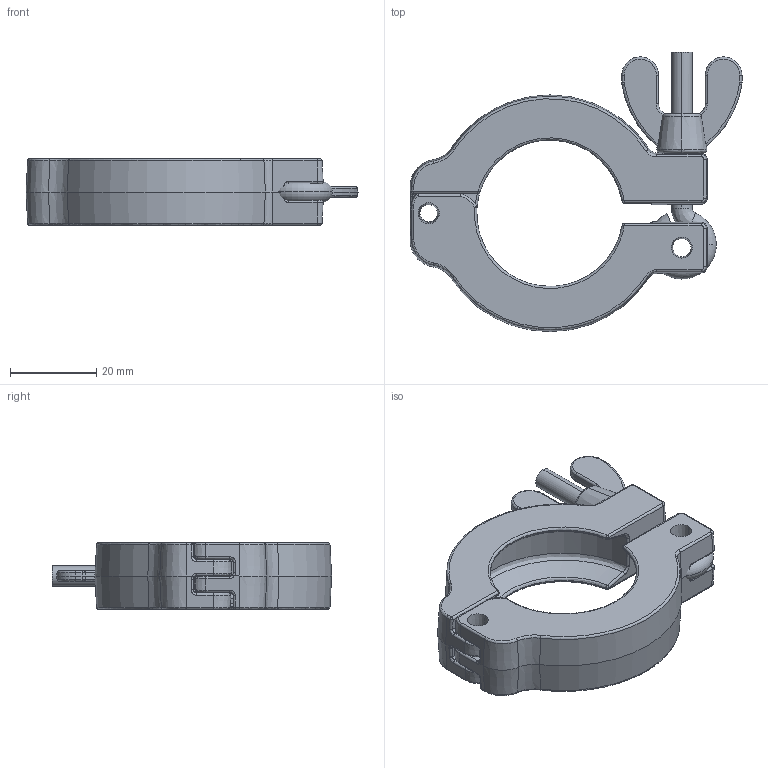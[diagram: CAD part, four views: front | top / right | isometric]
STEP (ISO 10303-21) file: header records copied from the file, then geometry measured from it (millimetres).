
FILE_DESCRIPTION (( 'STEP AP214' ), '1' );
FILE_NAME ('clamp.STEP', '2017-08-19T13:42:15', ( 'Sidh Singh' ), ( '' ), 'SwSTEP 2.0', 'SolidWorks 2012', '' );
FILE_SCHEMA (( 'AUTOMOTIVE_DESIGN' ));
Length unit declared in the file: millimetre
Products named in the file (1): clamp
Bounding box: 77.16 x 64.9 x 15.49 mm (x, y, z)
Volume: 19384.3 mm3; surface area: 13258.3 mm2
Topology: 3 solids, 3 shells, 402 faces, 957 edges, 546 vertices
Faces by surface type: bspline 184, cylinder 92, cone 65, plane 58, torus 3
Entity records: 17813 total; most frequent: CARTESIAN_POINT 9922, ORIENTED_EDGE 1888, DIRECTION 1345, EDGE_CURVE 944, VERTEX_POINT 546, AXIS2_PLACEMENT_3D 537, EDGE_LOOP 416, FACE_OUTER_BOUND 402
